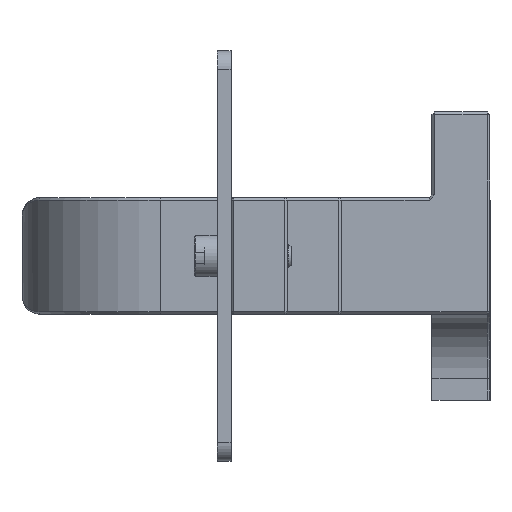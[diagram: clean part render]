
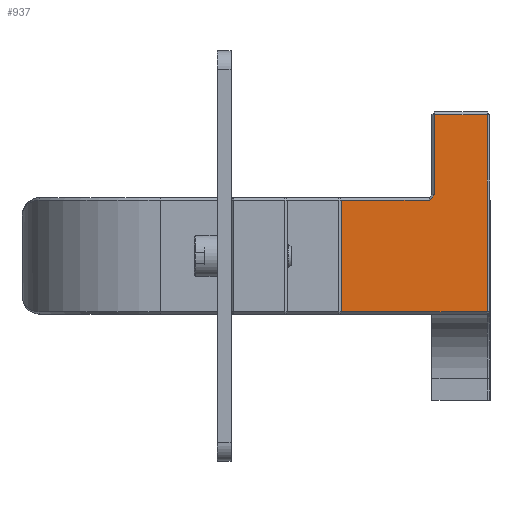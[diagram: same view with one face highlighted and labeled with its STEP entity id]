
A CAD part, left-side view. The second image highlights one B-rep face of the part: STEP entity #937.
In plain terms, the highlighted planar face has unit normal (-1, 0, 0).
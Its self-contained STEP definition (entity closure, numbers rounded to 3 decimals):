
#7 = PLANE ( 'NONE',  #1303 ) ;
#29 = LINE ( 'NONE', #5807, #5338 ) ;
#50 = ORIENTED_EDGE ( 'NONE', *, *, #1198, .T. ) ;
#95 = EDGE_CURVE ( 'NONE', #1761, #5050, #768, .T. ) ;
#189 = CARTESIAN_POINT ( 'NONE',  ( -82.215, 3.991, 40.516 ) ) ;
#217 = DIRECTION ( 'NONE',  ( 0., -0.707, 0.707 ) ) ;
#402 = VERTEX_POINT ( 'NONE', #3374 ) ;
#514 = LINE ( 'NONE', #2876, #2226 ) ;
#768 = LINE ( 'NONE', #4574, #4676 ) ;
#845 = LINE ( 'NONE', #1899, #3799 ) ;
#909 = CARTESIAN_POINT ( 'NONE',  ( -82.215, 19.811, 19.136 ) ) ;
#910 = FACE_OUTER_BOUND ( 'NONE', #6162, .T. ) ;
#919 = CARTESIAN_POINT ( 'NONE',  ( -82.215, 19.811, 31.216 ) ) ;
#937 = ADVANCED_FACE ( 'NONE', ( #910 ), #7, .F. ) ;
#980 = VERTEX_POINT ( 'NONE', #2930 ) ;
#1056 = ORIENTED_EDGE ( 'NONE', *, *, #95, .T. ) ;
#1198 = EDGE_CURVE ( 'NONE', #4491, #1527, #845, .T. ) ;
#1303 = AXIS2_PLACEMENT_3D ( 'NONE', #1541, #1906, #3402 ) ;
#1527 = VERTEX_POINT ( 'NONE', #189 ) ;
#1541 = CARTESIAN_POINT ( 'NONE',  ( -82.215, 19.811, 31.516 ) ) ;
#1597 = DIRECTION ( 'NONE',  ( 0., 1., 0. ) ) ;
#1761 = VERTEX_POINT ( 'NONE', #2079 ) ;
#1787 = DIRECTION ( 'NONE',  ( 0., -1., 0. ) ) ;
#1899 = CARTESIAN_POINT ( 'NONE',  ( -82.215, 3.991, 31.516 ) ) ;
#1906 = DIRECTION ( 'NONE',  ( 1., 0., 0. ) ) ;
#2079 = CARTESIAN_POINT ( 'NONE',  ( -82.215, 9.691, 40.516 ) ) ;
#2226 = VECTOR ( 'NONE', #4785, 1000. ) ;
#2307 = DIRECTION ( 'NONE',  ( 0., 0., 1. ) ) ;
#2496 = EDGE_CURVE ( 'NONE', #402, #5050, #3511, .T. ) ;
#2559 = CARTESIAN_POINT ( 'NONE',  ( -82.215, 9.691, 31.816 ) ) ;
#2618 = CARTESIAN_POINT ( 'NONE',  ( -82.215, 3.991, 19.136 ) ) ;
#2843 = ORIENTED_EDGE ( 'NONE', *, *, #4940, .T. ) ;
#2867 = VECTOR ( 'NONE', #1787, 1000. ) ;
#2876 = CARTESIAN_POINT ( 'NONE',  ( -82.215, 19.811, 31.216 ) ) ;
#2930 = CARTESIAN_POINT ( 'NONE',  ( -82.215, 19.811, 19.136 ) ) ;
#2991 = LINE ( 'NONE', #4811, #4068 ) ;
#3014 = ORIENTED_EDGE ( 'NONE', *, *, #5051, .T. ) ;
#3374 = CARTESIAN_POINT ( 'NONE',  ( -82.215, 10.291, 31.216 ) ) ;
#3402 = DIRECTION ( 'NONE',  ( 0., 1., 0. ) ) ;
#3511 = LINE ( 'NONE', #5895, #5566 ) ;
#3799 = VECTOR ( 'NONE', #2307, 1000. ) ;
#3895 = DIRECTION ( 'NONE',  ( 0., 0., -1. ) ) ;
#4068 = VECTOR ( 'NONE', #1597, 1000. ) ;
#4253 = ORIENTED_EDGE ( 'NONE', *, *, #5932, .T. ) ;
#4294 = ORIENTED_EDGE ( 'NONE', *, *, #4319, .T. ) ;
#4319 = EDGE_CURVE ( 'NONE', #6019, #980, #29, .T. ) ;
#4476 = ORIENTED_EDGE ( 'NONE', *, *, #2496, .F. ) ;
#4491 = VERTEX_POINT ( 'NONE', #2618 ) ;
#4574 = CARTESIAN_POINT ( 'NONE',  ( -82.215, 9.691, 31.516 ) ) ;
#4676 = VECTOR ( 'NONE', #5919, 1000. ) ;
#4785 = DIRECTION ( 'NONE',  ( 0., 1., 0. ) ) ;
#4811 = CARTESIAN_POINT ( 'NONE',  ( -82.215, 9.991, 40.516 ) ) ;
#4940 = EDGE_CURVE ( 'NONE', #980, #4491, #5626, .T. ) ;
#5050 = VERTEX_POINT ( 'NONE', #2559 ) ;
#5051 = EDGE_CURVE ( 'NONE', #1527, #1761, #2991, .T. ) ;
#5338 = VECTOR ( 'NONE', #3895, 1000. ) ;
#5566 = VECTOR ( 'NONE', #217, 1000. ) ;
#5626 = LINE ( 'NONE', #909, #2867 ) ;
#5807 = CARTESIAN_POINT ( 'NONE',  ( -82.215, 19.811, 31.516 ) ) ;
#5895 = CARTESIAN_POINT ( 'NONE',  ( -82.215, 9.691, 31.816 ) ) ;
#5919 = DIRECTION ( 'NONE',  ( 0., 0., -1. ) ) ;
#5932 = EDGE_CURVE ( 'NONE', #402, #6019, #514, .T. ) ;
#6019 = VERTEX_POINT ( 'NONE', #919 ) ;
#6162 = EDGE_LOOP ( 'NONE', ( #4476, #4253, #4294, #2843, #50, #3014, #1056 ) ) ;
